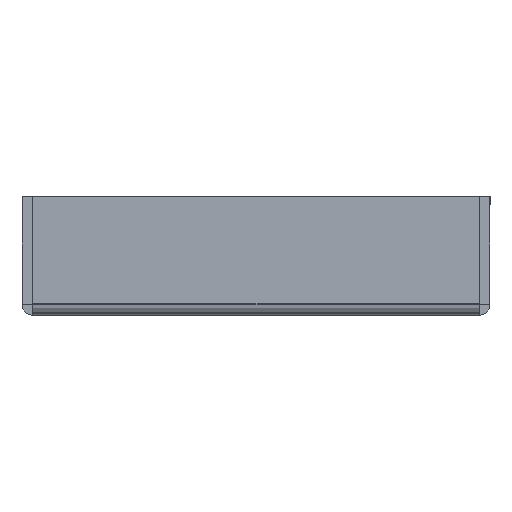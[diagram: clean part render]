
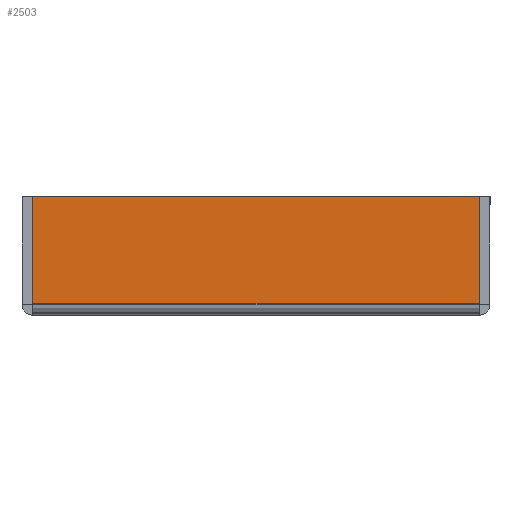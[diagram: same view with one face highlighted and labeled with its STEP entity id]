
A CAD part, left-side view. The second image highlights one B-rep face of the part: STEP entity #2503.
In plain terms, the highlighted planar face has unit normal (-1, 0, 0).
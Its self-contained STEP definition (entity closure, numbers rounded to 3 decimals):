
#52 = DIRECTION ( 'NONE',  ( 0., 0., -1. ) ) ;
#53 = DIRECTION ( 'NONE',  ( 1., 0., 0. ) ) ;
#60 = PLANE ( 'NONE',  #1722 ) ;
#65 = CARTESIAN_POINT ( 'NONE',  ( -948.5, -30.99, 1.5 ) ) ;
#178 = CARTESIAN_POINT ( 'NONE',  ( -948.5, -30.99, 1.6 ) ) ;
#180 = CARTESIAN_POINT ( 'NONE',  ( -948.5, 30.99, 1.6 ) ) ;
#192 = CARTESIAN_POINT ( 'NONE',  ( -948.5, -30.99, 16.5 ) ) ;
#193 = CARTESIAN_POINT ( 'NONE',  ( -948.5, 30.99, 16.5 ) ) ;
#444 = DIRECTION ( 'NONE',  ( 0., 1., 0. ) ) ;
#449 = CARTESIAN_POINT ( 'NONE',  ( -948.5, 30.99, 16.5 ) ) ;
#677 = EDGE_CURVE ( 'NONE', #2451, #2461, #2037, .T. ) ;
#681 = EDGE_CURVE ( 'NONE', #2463, #2461, #2010, .T. ) ;
#683 = EDGE_CURVE ( 'NONE', #2463, #2452, #2030, .T. ) ;
#827 = ORIENTED_EDGE ( 'NONE', *, *, #681, .F. ) ;
#942 = ORIENTED_EDGE ( 'NONE', *, *, #683, .T. ) ;
#972 = ORIENTED_EDGE ( 'NONE', *, *, #2334, .T. ) ;
#1008 = ORIENTED_EDGE ( 'NONE', *, *, #677, .T. ) ;
#1235 = LINE ( 'NONE', #449, #1260 ) ;
#1260 = VECTOR ( 'NONE', #444, 1000. ) ;
#1430 = FACE_OUTER_BOUND ( 'NONE', #2144, .T. ) ;
#1576 = DIRECTION ( 'NONE',  ( 0., 0., 1. ) ) ;
#1581 = DIRECTION ( 'NONE',  ( 0., 1., 0. ) ) ;
#1582 = CARTESIAN_POINT ( 'NONE',  ( -948.5, -30.99, 16.5 ) ) ;
#1585 = CARTESIAN_POINT ( 'NONE',  ( -948.5, -30.99, 1.6 ) ) ;
#1591 = DIRECTION ( 'NONE',  ( 0., 0., -1. ) ) ;
#1594 = CARTESIAN_POINT ( 'NONE',  ( -948.5, 30.99, 1.5 ) ) ;
#1722 = AXIS2_PLACEMENT_3D ( 'NONE', #65, #53, #52 ) ;
#2008 = VECTOR ( 'NONE', #1581, 1000. ) ;
#2010 = LINE ( 'NONE', #1585, #2008 ) ;
#2030 = LINE ( 'NONE', #1582, #2031 ) ;
#2031 = VECTOR ( 'NONE', #1576, 1000. ) ;
#2034 = VECTOR ( 'NONE', #1591, 1000. ) ;
#2037 = LINE ( 'NONE', #1594, #2034 ) ;
#2144 = EDGE_LOOP ( 'NONE', ( #827, #942, #972, #1008 ) ) ;
#2334 = EDGE_CURVE ( 'NONE', #2452, #2451, #1235, .T. ) ;
#2451 = VERTEX_POINT ( 'NONE', #193 ) ;
#2452 = VERTEX_POINT ( 'NONE', #192 ) ;
#2461 = VERTEX_POINT ( 'NONE', #180 ) ;
#2463 = VERTEX_POINT ( 'NONE', #178 ) ;
#2503 = ADVANCED_FACE ( 'NONE', ( #1430 ), #60, .F. ) ;
